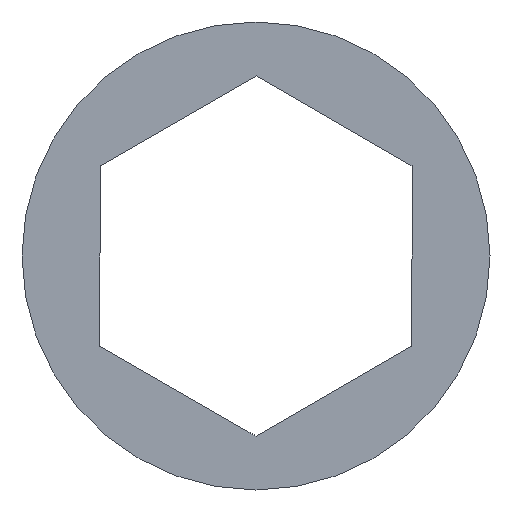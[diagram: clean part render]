
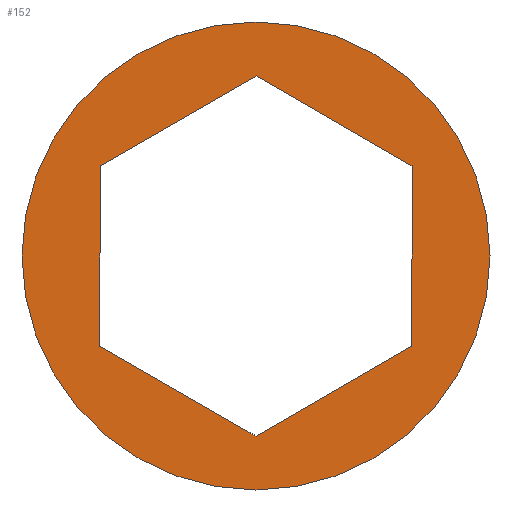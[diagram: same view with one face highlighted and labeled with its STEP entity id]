
A CAD part, left-side view. The second image highlights one B-rep face of the part: STEP entity #152.
In plain terms, the highlighted planar face has unit normal (-1, 0, 0).
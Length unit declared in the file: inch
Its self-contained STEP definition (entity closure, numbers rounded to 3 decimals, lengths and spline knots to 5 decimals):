
#4 = ORIENTED_EDGE ( 'NONE', *, *, #150, .T. ) ;
#6 = VERTEX_POINT ( 'NONE', #70 ) ;
#7 = CARTESIAN_POINT ( 'NONE',  ( 0., 0., 0. ) ) ;
#8 = LINE ( 'NONE', #31, #280 ) ;
#12 = CARTESIAN_POINT ( 'NONE',  ( 0., 0.25, -0.14434 ) ) ;
#16 = VECTOR ( 'NONE', #25, 39.37008 ) ;
#20 = CIRCLE ( 'NONE', #99, 0.375 ) ;
#24 = EDGE_LOOP ( 'NONE', ( #198, #63 ) ) ;
#25 = DIRECTION ( 'NONE',  ( 0., 0., -1. ) ) ;
#29 = VERTEX_POINT ( 'NONE', #12 ) ;
#30 = LINE ( 'NONE', #212, #58 ) ;
#31 = CARTESIAN_POINT ( 'NONE',  ( 0., 0.25, 0.14434 ) ) ;
#33 = ORIENTED_EDGE ( 'NONE', *, *, #176, .T. ) ;
#34 = LINE ( 'NONE', #216, #16 ) ;
#38 = EDGE_LOOP ( 'NONE', ( #4, #106, #266, #131, #33, #215 ) ) ;
#40 = CIRCLE ( 'NONE', #181, 0.375 ) ;
#41 = DIRECTION ( 'NONE',  ( 0., 0., 1. ) ) ;
#45 = EDGE_CURVE ( 'NONE', #29, #157, #169, .T. ) ;
#50 = LINE ( 'NONE', #285, #68 ) ;
#53 = VERTEX_POINT ( 'NONE', #326 ) ;
#57 = CARTESIAN_POINT ( 'NONE',  ( 0., 0., 0. ) ) ;
#58 = VECTOR ( 'NONE', #289, 39.37008 ) ;
#63 = ORIENTED_EDGE ( 'NONE', *, *, #283, .F. ) ;
#68 = VECTOR ( 'NONE', #103, 39.37008 ) ;
#70 = CARTESIAN_POINT ( 'NONE',  ( 0., 0., -0.375 ) ) ;
#83 = DIRECTION ( 'NONE',  ( 0., 0.866, 0.5 ) ) ;
#88 = CARTESIAN_POINT ( 'NONE',  ( 0., -0.25, 0.14434 ) ) ;
#90 = VERTEX_POINT ( 'NONE', #230 ) ;
#96 = AXIS2_PLACEMENT_3D ( 'NONE', #7, #114, #128 ) ;
#99 = AXIS2_PLACEMENT_3D ( 'NONE', #108, #239, #219 ) ;
#103 = DIRECTION ( 'NONE',  ( 0., -0.866, -0.5 ) ) ;
#106 = ORIENTED_EDGE ( 'NONE', *, *, #250, .T. ) ;
#108 = CARTESIAN_POINT ( 'NONE',  ( 0., 0., 0. ) ) ;
#111 = CARTESIAN_POINT ( 'NONE',  ( 0., 0.25, 0.14434 ) ) ;
#114 = DIRECTION ( 'NONE',  ( 1., 0., 0. ) ) ;
#115 = DIRECTION ( 'NONE',  ( 0., 0., -1. ) ) ;
#119 = VERTEX_POINT ( 'NONE', #256 ) ;
#126 = EDGE_CURVE ( 'NONE', #223, #90, #34, .T. ) ;
#128 = DIRECTION ( 'NONE',  ( 0., 0., -1. ) ) ;
#131 = ORIENTED_EDGE ( 'NONE', *, *, #225, .T. ) ;
#137 = PLANE ( 'NONE',  #96 ) ;
#138 = CARTESIAN_POINT ( 'NONE',  ( 0., 0., 0.375 ) ) ;
#147 = CARTESIAN_POINT ( 'NONE',  ( 0., 0.25, -0.14434 ) ) ;
#150 = EDGE_CURVE ( 'NONE', #90, #119, #30, .T. ) ;
#152 = ADVANCED_FACE ( 'NONE', ( #254, #243 ), #137, .F. ) ;
#156 = LINE ( 'NONE', #297, #200 ) ;
#157 = VERTEX_POINT ( 'NONE', #111 ) ;
#166 = EDGE_CURVE ( 'NONE', #196, #6, #20, .T. ) ;
#167 = DIRECTION ( 'NONE',  ( 1., 0., 0. ) ) ;
#169 = LINE ( 'NONE', #147, #179 ) ;
#176 = EDGE_CURVE ( 'NONE', #53, #223, #50, .T. ) ;
#179 = VECTOR ( 'NONE', #41, 39.37008 ) ;
#181 = AXIS2_PLACEMENT_3D ( 'NONE', #57, #167, #115 ) ;
#196 = VERTEX_POINT ( 'NONE', #138 ) ;
#198 = ORIENTED_EDGE ( 'NONE', *, *, #166, .F. ) ;
#200 = VECTOR ( 'NONE', #83, 39.37008 ) ;
#212 = CARTESIAN_POINT ( 'NONE',  ( 0., -0.25, -0.14434 ) ) ;
#215 = ORIENTED_EDGE ( 'NONE', *, *, #126, .T. ) ;
#216 = CARTESIAN_POINT ( 'NONE',  ( 0., -0.25, 0.14434 ) ) ;
#219 = DIRECTION ( 'NONE',  ( 0., 0., -1. ) ) ;
#223 = VERTEX_POINT ( 'NONE', #88 ) ;
#225 = EDGE_CURVE ( 'NONE', #157, #53, #8, .T. ) ;
#230 = CARTESIAN_POINT ( 'NONE',  ( 0., -0.25, -0.14434 ) ) ;
#239 = DIRECTION ( 'NONE',  ( 1., 0., 0. ) ) ;
#243 = FACE_BOUND ( 'NONE', #38, .T. ) ;
#250 = EDGE_CURVE ( 'NONE', #119, #29, #156, .T. ) ;
#254 = FACE_OUTER_BOUND ( 'NONE', #24, .T. ) ;
#256 = CARTESIAN_POINT ( 'NONE',  ( 0., 0., -0.28868 ) ) ;
#266 = ORIENTED_EDGE ( 'NONE', *, *, #45, .T. ) ;
#280 = VECTOR ( 'NONE', #312, 39.37008 ) ;
#283 = EDGE_CURVE ( 'NONE', #6, #196, #40, .T. ) ;
#285 = CARTESIAN_POINT ( 'NONE',  ( 0., 0., 0.28868 ) ) ;
#289 = DIRECTION ( 'NONE',  ( 0., 0.866, -0.5 ) ) ;
#297 = CARTESIAN_POINT ( 'NONE',  ( 0., 0., -0.28868 ) ) ;
#312 = DIRECTION ( 'NONE',  ( 0., -0.866, 0.5 ) ) ;
#326 = CARTESIAN_POINT ( 'NONE',  ( 0., 0., 0.28868 ) ) ;
